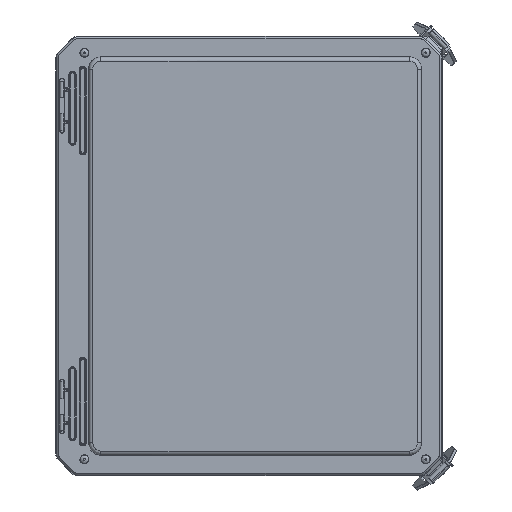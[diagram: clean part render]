
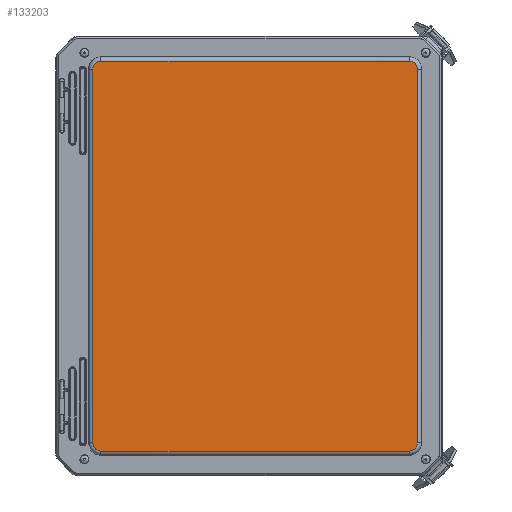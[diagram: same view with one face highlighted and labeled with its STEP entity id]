
A CAD part, top view. The second image highlights one B-rep face of the part: STEP entity #133203.
In plain terms, the highlighted planar face has unit normal (0, 0, 1).
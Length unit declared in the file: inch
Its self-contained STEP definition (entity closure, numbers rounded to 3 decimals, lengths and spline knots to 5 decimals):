
#1906 = EDGE_CURVE ( 'NONE', #122392, #73242, #67229, .T. ) ;
#2460 = EDGE_CURVE ( 'NONE', #73242, #110926, #17468, .T. ) ;
#3901 = CARTESIAN_POINT ( 'NONE',  ( -4.75601, 5.968, 6.30159 ) ) ;
#4326 = CARTESIAN_POINT ( 'NONE',  ( -4.90572, 5.89116, 6.30159 ) ) ;
#5217 = CARTESIAN_POINT ( 'NONE',  ( -4.8308, 5.95094, 6.30159 ) ) ;
#6065 = VERTEX_POINT ( 'NONE', #38290 ) ;
#7130 = EDGE_LOOP ( 'NONE', ( #16239, #99457, #80396, #126564, #80108, #91716, #103576, #44366 ) ) ;
#13683 = LINE ( 'NONE', #129940, #113995 ) ;
#14494 = DIRECTION ( 'NONE',  ( 1., 0., 0. ) ) ;
#16239 = ORIENTED_EDGE ( 'NONE', *, *, #59560, .F. ) ;
#17468 = B_SPLINE_CURVE_WITH_KNOTS ( 'NONE', 3,
 ( #28314, #81525, #90584, #40019, #18341, #49060, #90120 ),
 .UNSPECIFIED., .F., .F.,
 ( 4, 1, 1, 1, 4 ),
 ( 0., 0.14286, 0.42857, 0.71429, 1. ),
 .UNSPECIFIED. ) ;
#18341 = CARTESIAN_POINT ( 'NONE',  ( -4.95151, -5.83981, 6.30159 ) ) ;
#20056 = CARTESIAN_POINT ( 'NONE',  ( 4.95996, 5.8302, 6.30159 ) ) ;
#25149 = CARTESIAN_POINT ( 'NONE',  ( -4.96437, 5.77414, 6.30159 ) ) ;
#27796 = EDGE_CURVE ( 'NONE', #120751, #122392, #55111, .T. ) ;
#28314 = CARTESIAN_POINT ( 'NONE',  ( -4.71861, -5.9776, 6.30159 ) ) ;
#30031 = CARTESIAN_POINT ( 'NONE',  ( 4.72706, 5.968, 6.30159 ) ) ;
#32165 = CARTESIAN_POINT ( 'NONE',  ( -4.71861, -5.9776, 6.30159 ) ) ;
#34286 = CARTESIAN_POINT ( 'NONE',  ( -4.96857, -5.72764, 6.30159 ) ) ;
#38290 = CARTESIAN_POINT ( 'NONE',  ( -4.96857, 5.71804, 6.30159 ) ) ;
#40019 = CARTESIAN_POINT ( 'NONE',  ( -4.87979, -5.92976, 6.30159 ) ) ;
#41631 = CARTESIAN_POINT ( 'NONE',  ( 4.76446, -5.9776, 6.30159 ) ) ;
#41720 = CARTESIAN_POINT ( 'NONE',  ( 4.88824, 5.92016, 6.30159 ) ) ;
#44366 = ORIENTED_EDGE ( 'NONE', *, *, #103417, .F. ) ;
#44514 = CARTESIAN_POINT ( 'NONE',  ( 4.72706, 5.968, 6.30159 ) ) ;
#44545 = EDGE_CURVE ( 'NONE', #56982, #89959, #51864, .T. ) ;
#45854 = VECTOR ( 'NONE', #53148, 39.37008 ) ;
#49060 = CARTESIAN_POINT ( 'NONE',  ( -4.96857, -5.76504, 6.30159 ) ) ;
#51115 = CARTESIAN_POINT ( 'NONE',  ( 4.97282, -5.78374, 6.30159 ) ) ;
#51864 = B_SPLINE_CURVE_WITH_KNOTS ( 'NONE', 3,
 ( #30031, #81913, #112272, #41720, #20056, #114044, #101875 ),
 .UNSPECIFIED., .F., .F.,
 ( 4, 1, 1, 1, 4 ),
 ( 0., 0.14286, 0.42857, 0.71429, 1. ),
 .UNSPECIFIED. ) ;
#51995 = CARTESIAN_POINT ( 'NONE',  ( 4.91417, -5.90076, 6.30159 ) ) ;
#53148 = DIRECTION ( 'NONE',  ( 0., 1., 0. ) ) ;
#53871 = LINE ( 'NONE', #133818, #45854 ) ;
#55111 = B_SPLINE_CURVE_WITH_KNOTS ( 'NONE', 3,
 ( #89009, #110783, #51115, #61525, #51995, #114808, #41631, #93975 ),
 .UNSPECIFIED., .F., .F.,
 ( 4, 1, 1, 1, 1, 4 ),
 ( 0., 0.14286, 0.28571, 0.42857, 0.71429, 1. ),
 .UNSPECIFIED. ) ;
#55662 = PLANE ( 'NONE',  #120776 ) ;
#56778 = CARTESIAN_POINT ( 'NONE',  ( -4.94571, 5.8274, 6.30159 ) ) ;
#56836 = CARTESIAN_POINT ( 'NONE',  ( -4.96857, 5.73673, 6.30159 ) ) ;
#56982 = VERTEX_POINT ( 'NONE', #44514 ) ;
#58502 = DIRECTION ( 'NONE',  ( 0., -1., 0. ) ) ;
#59560 = EDGE_CURVE ( 'NONE', #6065, #105558, #92842, .T. ) ;
#61525 = CARTESIAN_POINT ( 'NONE',  ( 4.95416, -5.837, 6.30159 ) ) ;
#62100 = DIRECTION ( 'NONE',  ( 1., 0., 0. ) ) ;
#64453 = EDGE_CURVE ( 'NONE', #89959, #120751, #13683, .T. ) ;
#65797 = CARTESIAN_POINT ( 'NONE',  ( -4.71861, 5.968, 6.30159 ) ) ;
#66029 = DIRECTION ( 'NONE',  ( 0., 0., -1. ) ) ;
#67229 = LINE ( 'NONE', #114461, #99660 ) ;
#73242 = VERTEX_POINT ( 'NONE', #32165 ) ;
#73955 = CARTESIAN_POINT ( 'NONE',  ( 4.97702, 5.71804, 6.30159 ) ) ;
#74346 = EDGE_CURVE ( 'NONE', #110926, #6065, #53871, .T. ) ;
#80108 = ORIENTED_EDGE ( 'NONE', *, *, #27796, .F. ) ;
#80396 = ORIENTED_EDGE ( 'NONE', *, *, #2460, .F. ) ;
#81525 = CARTESIAN_POINT ( 'NONE',  ( -4.73731, -5.9776, 6.30159 ) ) ;
#81913 = CARTESIAN_POINT ( 'NONE',  ( 4.74576, 5.968, 6.30159 ) ) ;
#86723 = CARTESIAN_POINT ( 'NONE',  ( -4.71861, 5.968, 6.30159 ) ) ;
#89009 = CARTESIAN_POINT ( 'NONE',  ( 4.97702, -5.72764, 6.30159 ) ) ;
#89959 = VERTEX_POINT ( 'NONE', #73955 ) ;
#90120 = CARTESIAN_POINT ( 'NONE',  ( -4.96857, -5.72764, 6.30159 ) ) ;
#90584 = CARTESIAN_POINT ( 'NONE',  ( -4.79342, -5.97134, 6.30159 ) ) ;
#91716 = ORIENTED_EDGE ( 'NONE', *, *, #64453, .F. ) ;
#92842 = B_SPLINE_CURVE_WITH_KNOTS ( 'NONE', 3,
 ( #100637, #56836, #25149, #56778, #4326, #5217, #3901, #65797 ),
 .UNSPECIFIED., .F., .F.,
 ( 4, 1, 1, 1, 1, 4 ),
 ( 0., 0.14286, 0.28571, 0.42857, 0.71429, 1. ),
 .UNSPECIFIED. ) ;
#93117 = CARTESIAN_POINT ( 'NONE',  ( 4.97702, -5.72764, 6.30159 ) ) ;
#93975 = CARTESIAN_POINT ( 'NONE',  ( 4.72706, -5.9776, 6.30159 ) ) ;
#98862 = CARTESIAN_POINT ( 'NONE',  ( 4.72706, -5.9776, 6.30159 ) ) ;
#99457 = ORIENTED_EDGE ( 'NONE', *, *, #74346, .F. ) ;
#99660 = VECTOR ( 'NONE', #126139, 39.37008 ) ;
#100637 = CARTESIAN_POINT ( 'NONE',  ( -4.96857, 5.71804, 6.30159 ) ) ;
#101875 = CARTESIAN_POINT ( 'NONE',  ( 4.97702, 5.71804, 6.30159 ) ) ;
#103417 = EDGE_CURVE ( 'NONE', #105558, #56982, #118395, .T. ) ;
#103576 = ORIENTED_EDGE ( 'NONE', *, *, #44545, .F. ) ;
#105558 = VERTEX_POINT ( 'NONE', #86723 ) ;
#110783 = CARTESIAN_POINT ( 'NONE',  ( 4.97702, -5.74634, 6.30159 ) ) ;
#110926 = VERTEX_POINT ( 'NONE', #34286 ) ;
#112272 = CARTESIAN_POINT ( 'NONE',  ( 4.80187, 5.96173, 6.30159 ) ) ;
#113995 = VECTOR ( 'NONE', #58502, 39.37008 ) ;
#114044 = CARTESIAN_POINT ( 'NONE',  ( 4.97702, 5.75543, 6.30159 ) ) ;
#114091 = CARTESIAN_POINT ( 'NONE',  ( 0.00422, 5.968, 6.30159 ) ) ;
#114461 = CARTESIAN_POINT ( 'NONE',  ( 0.00422, -5.9776, 6.30159 ) ) ;
#114808 = CARTESIAN_POINT ( 'NONE',  ( 4.83925, -5.96054, 6.30159 ) ) ;
#118395 = LINE ( 'NONE', #114091, #128094 ) ;
#118698 = FACE_OUTER_BOUND ( 'NONE', #7130, .T. ) ;
#120751 = VERTEX_POINT ( 'NONE', #93117 ) ;
#120776 = AXIS2_PLACEMENT_3D ( 'NONE', #127058, #66029, #14494 ) ;
#122392 = VERTEX_POINT ( 'NONE', #98862 ) ;
#126139 = DIRECTION ( 'NONE',  ( -1., 0., 0. ) ) ;
#126564 = ORIENTED_EDGE ( 'NONE', *, *, #1906, .F. ) ;
#127058 = CARTESIAN_POINT ( 'NONE',  ( 0.00422, -0.0048, 6.30159 ) ) ;
#128094 = VECTOR ( 'NONE', #62100, 39.37008 ) ;
#129940 = CARTESIAN_POINT ( 'NONE',  ( 4.97702, -0.0048, 6.30159 ) ) ;
#133203 = ADVANCED_FACE ( 'NONE', ( #118698 ), #55662, .F. ) ;
#133818 = CARTESIAN_POINT ( 'NONE',  ( -4.96857, -0.0048, 6.30159 ) ) ;
